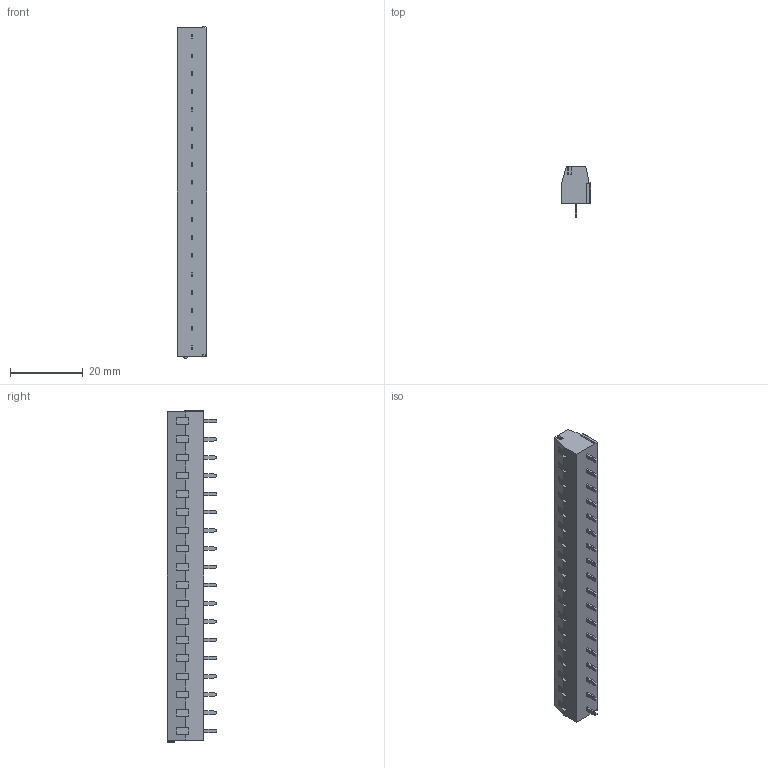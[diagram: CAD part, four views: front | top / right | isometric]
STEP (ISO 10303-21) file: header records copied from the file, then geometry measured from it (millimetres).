
FILE_DESCRIPTION((''),'2;1');
FILE_NAME('PRT0001','2025-04-02T',('sj'),(''),'PRO/ENGINEER BY PARAMETRIC TECHNOLOGY CORPORATION, 2013240','PRO/ENGINEER BY PARAMETRIC TECHNOLOGY CORPORATION, 2013240','');
FILE_SCHEMA(('AUTOMOTIVE_DESIGN_CC2 { 1 2 10303 214 -1 1 5 2 }'));
Length unit declared in the file: millimetre
Products named in the file (1): PRT0001
Bounding box: 8.1 x 13.65 x 91 mm (x, y, z)
Volume: 6053.4 mm3; surface area: 4621.7 mm2
Topology: 1 solids, 1 shells, 760 faces, 1932 edges, 1228 vertices
Faces by surface type: plane 493, cylinder 159, cone 108
Entity records: 22622 total; most frequent: CARTESIAN_POINT 3920, DIRECTION 3878, ORIENTED_EDGE 3864, EDGE_CURVE 1932, VECTOR 1506, LINE 1506, VERTEX_POINT 1228, AXIS2_PLACEMENT_3D 1186
